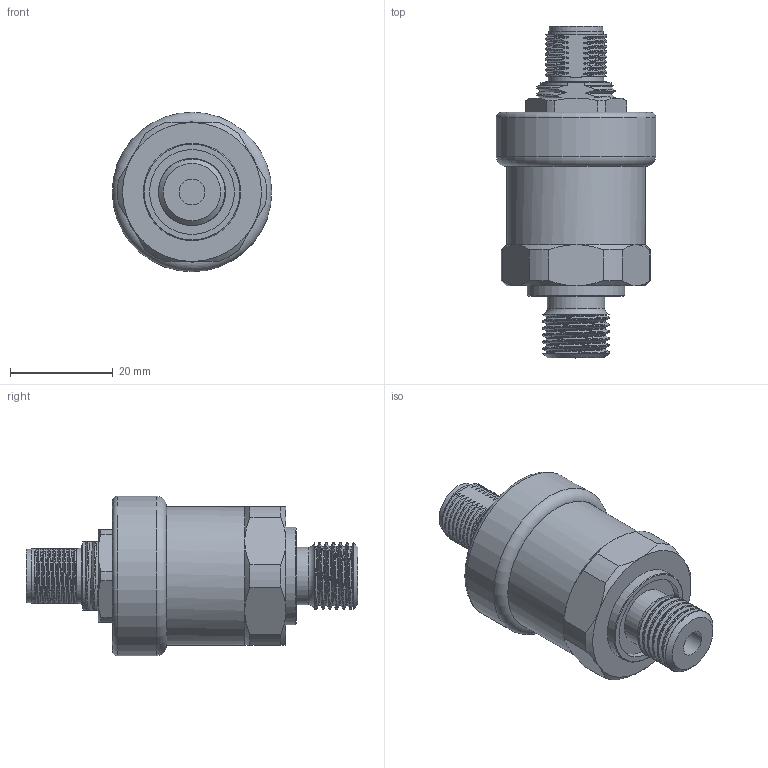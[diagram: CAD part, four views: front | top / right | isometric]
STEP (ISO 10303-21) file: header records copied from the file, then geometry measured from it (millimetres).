
FILE_DESCRIPTION(/* description */ (''),/* implementation_level */ '2;1');
FILE_NAME(/* name */ 'Ceramic transducer (SOLID).step',/* time_stamp */ '2020-12-02T09:00:32+01:00',/* author */ (''),/* organization */ (''),/* preprocessor_version */ 'ST-DEVELOPER v18.1',/* originating_system */ 'Autodesk Translation Framework v9.3.0.1241',/* authorisation */ '');
FILE_SCHEMA (('AUTOMOTIVE_DESIGN { 1 0 10303 214 3 1 1 }'));
Length unit declared in the file: millimetre
Products named in the file (1): Ceramic transducer (SOLID)
Bounding box: 31 x 64.5 x 31 mm (x, y, z)
Volume: 24622.7 mm3; surface area: 7634 mm2
Topology: 1 solids, 1 shells, 320 faces, 877 edges, 572 vertices
Faces by surface type: plane 111, cylinder 104, bspline 76, cone 22, sphere 4, torus 3
Full cylindrical faces by diameter (mm): 1 x4, 5 x1, 10.4 x1, 10.6 x1, 10.8 x1, 11.2 x1, 11.445 x5, 15.2 x1, 16.5 x1, 18.9 x1, 27 x1, 27.25 x1, 31 x1
Entity records: 29174 total; most frequent: CARTESIAN_POINT 21876, ORIENTED_EDGE 1742, DIRECTION 1206, EDGE_CURVE 871, VERTEX_POINT 571, AXIS2_PLACEMENT_3D 403, LINE 400, VECTOR 400
